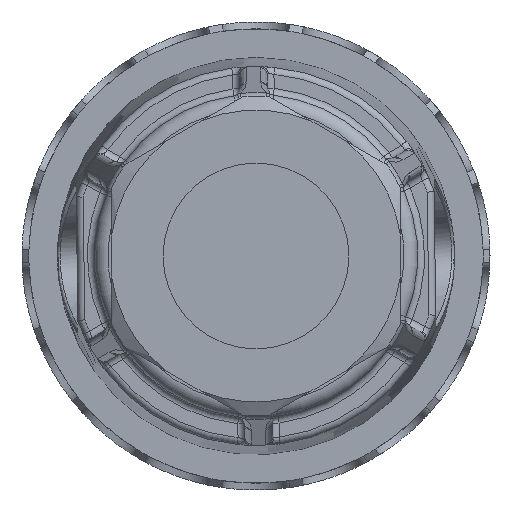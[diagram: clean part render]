
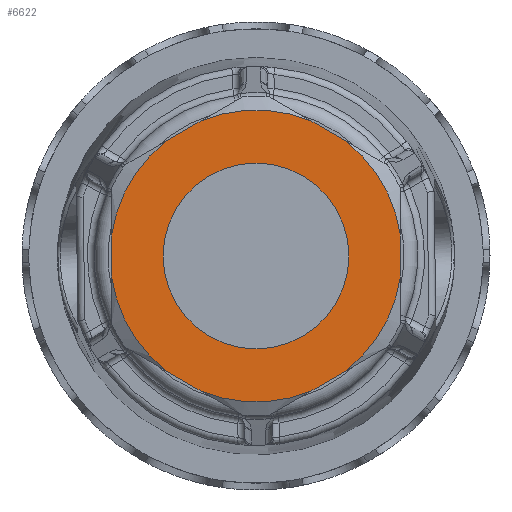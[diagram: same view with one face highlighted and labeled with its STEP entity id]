
A CAD part, front view. The second image highlights one B-rep face of the part: STEP entity #6622.
In plain terms, the highlighted planar face has unit normal (0, -1, 0).
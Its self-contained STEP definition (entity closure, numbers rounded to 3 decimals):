
#647=PLANE('',#21230);
#3311=LINE('',#34749,#4985);
#3312=LINE('',#34750,#4986);
#3313=LINE('',#34751,#4987);
#3314=LINE('',#34752,#4988);
#3315=LINE('',#34753,#4989);
#3316=LINE('',#34754,#4990);
#4985=VECTOR('',#24672,1.);
#4986=VECTOR('',#24673,1.);
#4987=VECTOR('',#24674,1.);
#4988=VECTOR('',#24675,1.);
#4989=VECTOR('',#24676,1.);
#4990=VECTOR('',#24677,1.);
#6622=ADVANCED_FACE('',(#7199,#7200),#647,.T.);
#7199=FACE_BOUND('',#7996,.T.);
#7200=FACE_BOUND('',#7997,.T.);
#7996=EDGE_LOOP('',(#12570));
#7997=EDGE_LOOP('',(#12571,#12572,#12573,#12574,#12575,#12576,#12577,#12578,
#12579,#12580,#12581,#12582));
#12570=ORIENTED_EDGE('',*,*,#18712,.F.);
#12571=ORIENTED_EDGE('',*,*,#18750,.T.);
#12572=ORIENTED_EDGE('',*,*,#18752,.T.);
#12573=ORIENTED_EDGE('',*,*,#18741,.T.);
#12574=ORIENTED_EDGE('',*,*,#18753,.T.);
#12575=ORIENTED_EDGE('',*,*,#18717,.T.);
#12576=ORIENTED_EDGE('',*,*,#18754,.T.);
#12577=ORIENTED_EDGE('',*,*,#18724,.T.);
#12578=ORIENTED_EDGE('',*,*,#18755,.T.);
#12579=ORIENTED_EDGE('',*,*,#18731,.T.);
#12580=ORIENTED_EDGE('',*,*,#18756,.T.);
#12581=ORIENTED_EDGE('',*,*,#18738,.T.);
#12582=ORIENTED_EDGE('',*,*,#18757,.T.);
#16097=VERTEX_POINT('',#34627);
#16102=VERTEX_POINT('',#34639);
#16103=VERTEX_POINT('',#34640);
#16108=VERTEX_POINT('',#34660);
#16109=VERTEX_POINT('',#34661);
#16114=VERTEX_POINT('',#34681);
#16115=VERTEX_POINT('',#34682);
#16120=VERTEX_POINT('',#34702);
#16121=VERTEX_POINT('',#34703);
#16122=VERTEX_POINT('',#34714);
#16123=VERTEX_POINT('',#34715);
#16130=VERTEX_POINT('',#34741);
#16131=VERTEX_POINT('',#34743);
#18712=EDGE_CURVE('',#16097,#16097,#20114,.T.);
#18717=EDGE_CURVE('',#16102,#16103,#20117,.T.);
#18724=EDGE_CURVE('',#16108,#16109,#20120,.T.);
#18731=EDGE_CURVE('',#16114,#16115,#20123,.T.);
#18738=EDGE_CURVE('',#16120,#16121,#20126,.T.);
#18741=EDGE_CURVE('',#16122,#16123,#20127,.T.);
#18750=EDGE_CURVE('',#16131,#16130,#20131,.T.);
#18752=EDGE_CURVE('',#16130,#16122,#3311,.T.);
#18753=EDGE_CURVE('',#16123,#16102,#3312,.T.);
#18754=EDGE_CURVE('',#16103,#16108,#3313,.T.);
#18755=EDGE_CURVE('',#16109,#16114,#3314,.T.);
#18756=EDGE_CURVE('',#16115,#16120,#3315,.T.);
#18757=EDGE_CURVE('',#16121,#16131,#3316,.T.);
#20114=CIRCLE('',#21200,6.75);
#20117=CIRCLE('',#21205,10.6);
#20120=CIRCLE('',#21210,10.6);
#20123=CIRCLE('',#21215,10.6);
#20126=CIRCLE('',#21220,10.6);
#20127=CIRCLE('',#21222,10.6);
#20131=CIRCLE('',#21228,10.6);
#21200=AXIS2_PLACEMENT_3D('',#34626,#24602,#24603);
#21205=AXIS2_PLACEMENT_3D('',#34638,#24614,#24615);
#21210=AXIS2_PLACEMENT_3D('',#34659,#24626,#24627);
#21215=AXIS2_PLACEMENT_3D('',#34680,#24638,#24639);
#21220=AXIS2_PLACEMENT_3D('',#34701,#24650,#24651);
#21222=AXIS2_PLACEMENT_3D('',#34713,#24654,#24655);
#21228=AXIS2_PLACEMENT_3D('',#34742,#24668,#24669);
#21230=AXIS2_PLACEMENT_3D('',#34755,#24678,#24679);
#24602=DIRECTION('',(0.,-1.,0.));
#24603=DIRECTION('',(0.,0.,1.));
#24614=DIRECTION('',(0.,-1.,0.));
#24615=DIRECTION('',(0.,0.,1.));
#24626=DIRECTION('',(0.,-1.,0.));
#24627=DIRECTION('',(0.,0.,1.));
#24638=DIRECTION('',(0.,-1.,0.));
#24639=DIRECTION('',(0.,0.,1.));
#24650=DIRECTION('',(0.,-1.,0.));
#24651=DIRECTION('',(0.,0.,1.));
#24654=DIRECTION('',(0.,-1.,0.));
#24655=DIRECTION('',(0.,0.,1.));
#24668=DIRECTION('',(0.,-1.,0.));
#24669=DIRECTION('',(0.,0.,1.));
#24672=DIRECTION('',(0.866,0.,-0.5));
#24673=DIRECTION('',(0.866,0.,0.5));
#24674=DIRECTION('',(0.,0.,1.));
#24675=DIRECTION('',(-0.866,0.,0.5));
#24676=DIRECTION('',(-0.866,0.,-0.5));
#24677=DIRECTION('',(0.,0.,-1.));
#24678=DIRECTION('',(0.,-1.,0.));
#24679=DIRECTION('',(0.,0.,-1.));
#34626=CARTESIAN_POINT('',(-1.879,-77.728,2.094));
#34627=CARTESIAN_POINT('',(-1.879,-77.728,8.844));
#34638=CARTESIAN_POINT('',(-1.879,-77.728,2.094));
#34639=CARTESIAN_POINT('',(4.629,-77.728,-6.273));
#34640=CARTESIAN_POINT('',(8.621,-77.728,0.642));
#34659=CARTESIAN_POINT('',(-1.879,-77.728,2.094));
#34660=CARTESIAN_POINT('',(8.621,-77.728,3.547));
#34661=CARTESIAN_POINT('',(4.629,-77.728,10.461));
#34680=CARTESIAN_POINT('',(-1.879,-77.728,2.094));
#34681=CARTESIAN_POINT('',(2.113,-77.728,11.914));
#34682=CARTESIAN_POINT('',(-5.871,-77.728,11.914));
#34701=CARTESIAN_POINT('',(-1.879,-77.728,2.094));
#34702=CARTESIAN_POINT('',(-8.387,-77.728,10.461));
#34703=CARTESIAN_POINT('',(-12.379,-77.728,3.547));
#34713=CARTESIAN_POINT('',(-1.879,-77.728,2.094));
#34714=CARTESIAN_POINT('',(-5.871,-77.728,-7.725));
#34715=CARTESIAN_POINT('',(2.113,-77.728,-7.725));
#34741=CARTESIAN_POINT('',(-8.387,-77.728,-6.273));
#34742=CARTESIAN_POINT('',(-1.879,-77.728,2.094));
#34743=CARTESIAN_POINT('',(-12.379,-77.728,0.642));
#34749=CARTESIAN_POINT('',(-12.379,-77.728,-3.968));
#34750=CARTESIAN_POINT('',(-1.879,-77.728,-10.03));
#34751=CARTESIAN_POINT('',(8.621,-77.728,-3.968));
#34752=CARTESIAN_POINT('',(8.621,-77.728,8.156));
#34753=CARTESIAN_POINT('',(-1.879,-77.728,14.219));
#34754=CARTESIAN_POINT('',(-12.379,-77.728,8.156));
#34755=CARTESIAN_POINT('',(8.721,-77.728,2.094));
